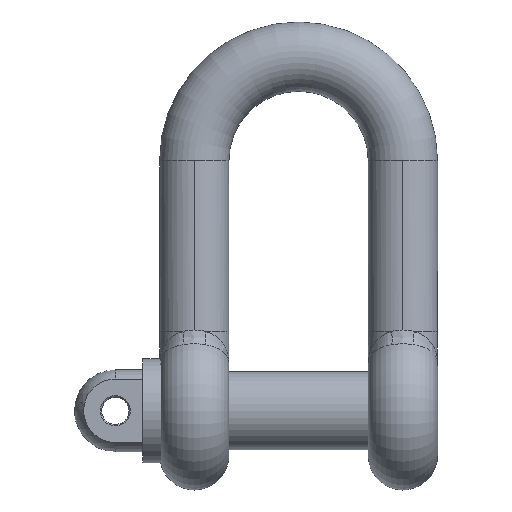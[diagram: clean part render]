
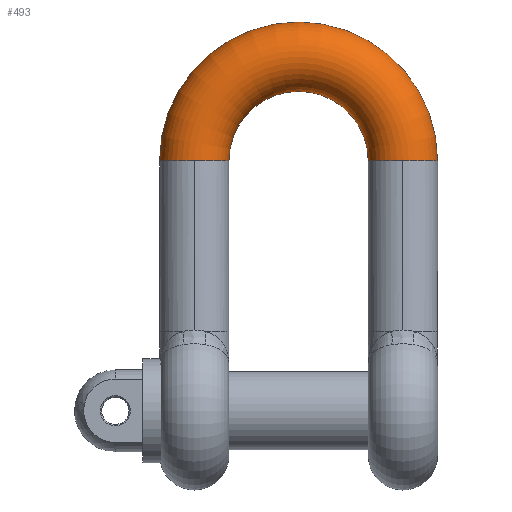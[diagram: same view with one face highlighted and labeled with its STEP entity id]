
A CAD part, top view. The second image highlights one B-rep face of the part: STEP entity #493.
In plain terms, the highlighted toroidal (fillet/blend) face has major radius 38.2 mm and minor radius 12.7 mm.
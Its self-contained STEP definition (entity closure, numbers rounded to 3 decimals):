
#165 = DIRECTION ( 'NONE',  ( -1., 0., 0. ) ) ;
#177 = DIRECTION ( 'NONE',  ( 0., 0., -1. ) ) ;
#212 = CARTESIAN_POINT ( 'NONE',  ( 0., 91.5, 0. ) ) ;
#219 = CIRCLE ( 'NONE', #1957, 12.7 ) ;
#262 = CARTESIAN_POINT ( 'NONE',  ( -25.5, 91.5, 0. ) ) ;
#385 = ORIENTED_EDGE ( 'NONE', *, *, #1040, .F. ) ;
#426 = VERTEX_POINT ( 'NONE', #640 ) ;
#493 = ADVANCED_FACE ( 'NONE', ( #522 ), #1052, .T. ) ;
#501 = DIRECTION ( 'NONE',  ( -1., 0., 0. ) ) ;
#505 = DIRECTION ( 'NONE',  ( 0., 0., -1. ) ) ;
#507 = CARTESIAN_POINT ( 'NONE',  ( 0., 91.5, 0. ) ) ;
#521 = ORIENTED_EDGE ( 'NONE', *, *, #1459, .T. ) ;
#522 = FACE_OUTER_BOUND ( 'NONE', #2213, .T. ) ;
#545 = CARTESIAN_POINT ( 'NONE',  ( 38.2, 91.5, 0. ) ) ;
#567 = ORIENTED_EDGE ( 'NONE', *, *, #870, .T. ) ;
#640 = CARTESIAN_POINT ( 'NONE',  ( -38.2, 91.5, 12.7 ) ) ;
#642 = ORIENTED_EDGE ( 'NONE', *, *, #1591, .T. ) ;
#736 = ORIENTED_EDGE ( 'NONE', *, *, #1469, .F. ) ;
#769 = AXIS2_PLACEMENT_3D ( 'NONE', #839, #1758, #2515 ) ;
#774 = ORIENTED_EDGE ( 'NONE', *, *, #1841, .F. ) ;
#793 = VERTEX_POINT ( 'NONE', #2282 ) ;
#819 = CIRCLE ( 'NONE', #2388, 12.7 ) ;
#827 = CARTESIAN_POINT ( 'NONE',  ( 0., 91.5, 0. ) ) ;
#839 = CARTESIAN_POINT ( 'NONE',  ( 38.2, 91.5, 0. ) ) ;
#870 = EDGE_CURVE ( 'NONE', #426, #2249, #219, .T. ) ;
#939 = CIRCLE ( 'NONE', #2474, 50.9 ) ;
#954 = VERTEX_POINT ( 'NONE', #1384 ) ;
#1040 = EDGE_CURVE ( 'NONE', #2264, #954, #939, .T. ) ;
#1052 = TOROIDAL_SURFACE ( 'NONE', #2442, 38.2, 12.7 ) ;
#1065 = CARTESIAN_POINT ( 'NONE',  ( -38.2, 91.5, 0. ) ) ;
#1093 = CIRCLE ( 'NONE', #2561, 25.5 ) ;
#1232 = CARTESIAN_POINT ( 'NONE',  ( 38.2, 91.5, 12.7 ) ) ;
#1305 = CARTESIAN_POINT ( 'NONE',  ( -50.9, 91.5, 0. ) ) ;
#1384 = CARTESIAN_POINT ( 'NONE',  ( 50.9, 91.5, 0. ) ) ;
#1399 = CIRCLE ( 'NONE', #769, 12.7 ) ;
#1459 = EDGE_CURVE ( 'NONE', #2264, #426, #2734, .T. ) ;
#1469 = EDGE_CURVE ( 'NONE', #2177, #793, #819, .T. ) ;
#1522 = DIRECTION ( 'NONE',  ( 0., -1., 0. ) ) ;
#1591 = EDGE_CURVE ( 'NONE', #2249, #793, #1093, .T. ) ;
#1675 = DIRECTION ( 'NONE',  ( 0., 0., 1. ) ) ;
#1681 = DIRECTION ( 'NONE',  ( 0., 1., 0. ) ) ;
#1689 = CARTESIAN_POINT ( 'NONE',  ( -38.2, 91.5, 0. ) ) ;
#1737 = AXIS2_PLACEMENT_3D ( 'NONE', #1065, #1928, #2622 ) ;
#1750 = DIRECTION ( 'NONE',  ( 0., 0., -1. ) ) ;
#1758 = DIRECTION ( 'NONE',  ( 0., -1., 0. ) ) ;
#1841 = EDGE_CURVE ( 'NONE', #954, #2177, #1399, .T. ) ;
#1928 = DIRECTION ( 'NONE',  ( 0., 1., 0. ) ) ;
#1957 = AXIS2_PLACEMENT_3D ( 'NONE', #1689, #1681, #1675 ) ;
#2177 = VERTEX_POINT ( 'NONE', #1232 ) ;
#2213 = EDGE_LOOP ( 'NONE', ( #385, #521, #567, #642, #736, #774 ) ) ;
#2249 = VERTEX_POINT ( 'NONE', #262 ) ;
#2264 = VERTEX_POINT ( 'NONE', #1305 ) ;
#2282 = CARTESIAN_POINT ( 'NONE',  ( 25.5, 91.5, 0. ) ) ;
#2324 = DIRECTION ( 'NONE',  ( 0., 0., 1. ) ) ;
#2388 = AXIS2_PLACEMENT_3D ( 'NONE', #545, #1522, #2324 ) ;
#2442 = AXIS2_PLACEMENT_3D ( 'NONE', #507, #505, #501 ) ;
#2474 = AXIS2_PLACEMENT_3D ( 'NONE', #212, #177, #165 ) ;
#2511 = DIRECTION ( 'NONE',  ( -1., 0., 0. ) ) ;
#2515 = DIRECTION ( 'NONE',  ( 0., 0., 1. ) ) ;
#2561 = AXIS2_PLACEMENT_3D ( 'NONE', #827, #1750, #2511 ) ;
#2622 = DIRECTION ( 'NONE',  ( 0., 0., 1. ) ) ;
#2734 = CIRCLE ( 'NONE', #1737, 12.7 ) ;
